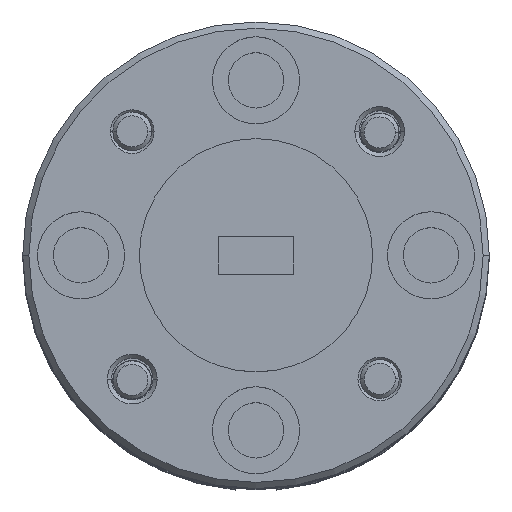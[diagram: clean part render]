
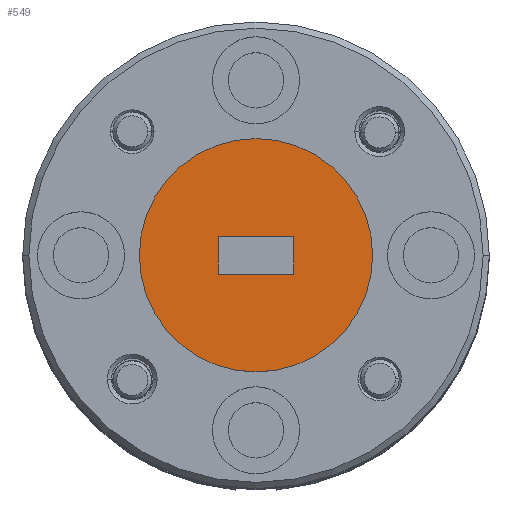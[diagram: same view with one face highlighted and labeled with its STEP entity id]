
A CAD part, top view. The second image highlights one B-rep face of the part: STEP entity #549.
In plain terms, the highlighted planar face has unit normal (0, 0, 1).
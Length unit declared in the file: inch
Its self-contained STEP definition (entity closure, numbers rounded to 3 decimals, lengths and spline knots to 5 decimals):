
#245 = CARTESIAN_POINT ( 'NONE',  ( 0.061, -0.0305, 2.25 ) ) ;
#358 = LINE ( 'NONE', #9869, #9130 ) ;
#549 = ADVANCED_FACE ( 'NONE', ( #4146, #6036 ), #7198, .T. ) ;
#693 = ORIENTED_EDGE ( 'NONE', *, *, #9623, .F. ) ;
#1419 = AXIS2_PLACEMENT_3D ( 'NONE', #13141, #15075, #7072 ) ;
#2128 = EDGE_CURVE ( 'NONE', #2134, #16548, #23568, .T. ) ;
#2134 = VERTEX_POINT ( 'NONE', #21040 ) ;
#2363 = AXIS2_PLACEMENT_3D ( 'NONE', #20373, #24369, #6214 ) ;
#2629 = CARTESIAN_POINT ( 'NONE',  ( 0.1875, 0., 2.25 ) ) ;
#2719 = EDGE_CURVE ( 'NONE', #5385, #16087, #10992, .T. ) ;
#3616 = CARTESIAN_POINT ( 'NONE',  ( -0.061, -0.0305, 2.25 ) ) ;
#4072 = VECTOR ( 'NONE', #20353, 39.37008 ) ;
#4146 = FACE_BOUND ( 'NONE', #19168, .T. ) ;
#4907 = CARTESIAN_POINT ( 'NONE',  ( 0.061, 0.0305, 2.25 ) ) ;
#5385 = VERTEX_POINT ( 'NONE', #3616 ) ;
#5712 = CIRCLE ( 'NONE', #2363, 0.1875 ) ;
#6036 = FACE_OUTER_BOUND ( 'NONE', #12694, .T. ) ;
#6214 = DIRECTION ( 'NONE',  ( 1., 0., 0. ) ) ;
#7072 = DIRECTION ( 'NONE',  ( 1., 0., 0. ) ) ;
#7198 = PLANE ( 'NONE',  #19768 ) ;
#7298 = EDGE_CURVE ( 'NONE', #16548, #2134, #5712, .T. ) ;
#7487 = CARTESIAN_POINT ( 'NONE',  ( -0.061, 0.0305, 2.25 ) ) ;
#8817 = ORIENTED_EDGE ( 'NONE', *, *, #10177, .F. ) ;
#9130 = VECTOR ( 'NONE', #12079, 39.37008 ) ;
#9222 = DIRECTION ( 'NONE',  ( 0., 0., 1. ) ) ;
#9623 = EDGE_CURVE ( 'NONE', #22928, #5385, #11702, .T. ) ;
#9869 = CARTESIAN_POINT ( 'NONE',  ( 0.061, 0.0305, 2.25 ) ) ;
#10052 = VECTOR ( 'NONE', #20469, 39.37008 ) ;
#10177 = EDGE_CURVE ( 'NONE', #17233, #22928, #358, .T. ) ;
#10738 = EDGE_CURVE ( 'NONE', #16087, #17233, #20742, .T. ) ;
#10783 = ORIENTED_EDGE ( 'NONE', *, *, #2719, .F. ) ;
#10992 = LINE ( 'NONE', #245, #4072 ) ;
#11702 = LINE ( 'NONE', #25969, #19214 ) ;
#11859 = ORIENTED_EDGE ( 'NONE', *, *, #10738, .F. ) ;
#12079 = DIRECTION ( 'NONE',  ( -1., 0., 0. ) ) ;
#12648 = CARTESIAN_POINT ( 'NONE',  ( 0.061, -0.0305, 2.25 ) ) ;
#12694 = EDGE_LOOP ( 'NONE', ( #23029, #15136 ) ) ;
#13141 = CARTESIAN_POINT ( 'NONE',  ( 0., 0., 2.25 ) ) ;
#14555 = CARTESIAN_POINT ( 'NONE',  ( 0.061, -0.0305, 2.25 ) ) ;
#15075 = DIRECTION ( 'NONE',  ( 0., 0., 1. ) ) ;
#15136 = ORIENTED_EDGE ( 'NONE', *, *, #2128, .T. ) ;
#16087 = VERTEX_POINT ( 'NONE', #14555 ) ;
#16548 = VERTEX_POINT ( 'NONE', #2629 ) ;
#17233 = VERTEX_POINT ( 'NONE', #4907 ) ;
#19148 = CARTESIAN_POINT ( 'NONE',  ( 0., 0., 2.25 ) ) ;
#19168 = EDGE_LOOP ( 'NONE', ( #693, #8817, #11859, #10783 ) ) ;
#19214 = VECTOR ( 'NONE', #20273, 39.37008 ) ;
#19768 = AXIS2_PLACEMENT_3D ( 'NONE', #19148, #9222, #21086 ) ;
#20273 = DIRECTION ( 'NONE',  ( 0., -1., 0. ) ) ;
#20353 = DIRECTION ( 'NONE',  ( 1., 0., 0. ) ) ;
#20373 = CARTESIAN_POINT ( 'NONE',  ( 0., 0., 2.25 ) ) ;
#20469 = DIRECTION ( 'NONE',  ( 0., 1., 0. ) ) ;
#20742 = LINE ( 'NONE', #12648, #10052 ) ;
#21040 = CARTESIAN_POINT ( 'NONE',  ( -0.1875, 0., 2.25 ) ) ;
#21086 = DIRECTION ( 'NONE',  ( 1., 0., 0. ) ) ;
#22928 = VERTEX_POINT ( 'NONE', #7487 ) ;
#23029 = ORIENTED_EDGE ( 'NONE', *, *, #7298, .T. ) ;
#23568 = CIRCLE ( 'NONE', #1419, 0.1875 ) ;
#24369 = DIRECTION ( 'NONE',  ( 0., 0., 1. ) ) ;
#25969 = CARTESIAN_POINT ( 'NONE',  ( -0.061, -0.0305, 2.25 ) ) ;
